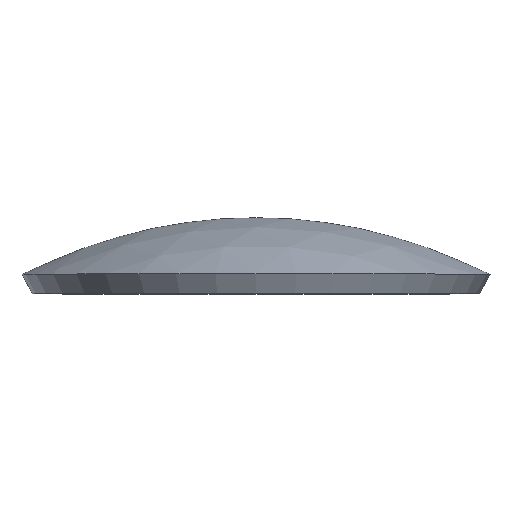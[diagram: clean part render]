
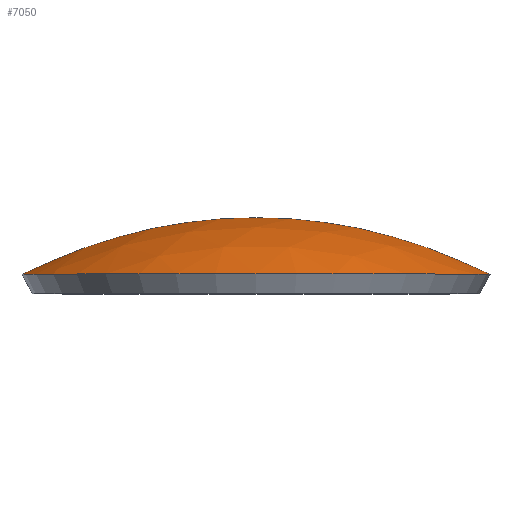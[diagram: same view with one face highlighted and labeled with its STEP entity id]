
A CAD part, top view. The second image highlights one B-rep face of the part: STEP entity #7050.
In plain terms, the highlighted spherical face has radius 45.587 mm.
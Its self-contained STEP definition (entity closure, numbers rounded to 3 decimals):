
#87 = AXIS2_PLACEMENT_3D ( 'NONE', #207, #5812, #7619 ) ;
#182 = SPHERICAL_SURFACE ( 'NONE', #6937, 45.587 ) ;
#207 = CARTESIAN_POINT ( 'NONE',  ( 0., 1.771, 0. ) ) ;
#963 = CARTESIAN_POINT ( 'NONE',  ( 21.2, 1.771, 0. ) ) ;
#3685 = CARTESIAN_POINT ( 'NONE',  ( 0., -38.587, 0. ) ) ;
#4587 = DIRECTION ( 'NONE',  ( 1., 0., 0. ) ) ;
#4599 = ORIENTED_EDGE ( 'NONE', *, *, #8840, .F. ) ;
#5812 = DIRECTION ( 'NONE',  ( 0., -1., 0. ) ) ;
#6013 = FACE_OUTER_BOUND ( 'NONE', #9075, .T. ) ;
#6445 = DIRECTION ( 'NONE',  ( 0., 0., 1. ) ) ;
#6937 = AXIS2_PLACEMENT_3D ( 'NONE', #3685, #6445, #4587 ) ;
#7050 = ADVANCED_FACE ( 'NONE', ( #6013 ), #182, .T. ) ;
#7619 = DIRECTION ( 'NONE',  ( 1., 0., 0. ) ) ;
#8840 = EDGE_CURVE ( 'NONE', #8996, #8996, #11098, .T. ) ;
#8996 = VERTEX_POINT ( 'NONE', #963 ) ;
#9075 = EDGE_LOOP ( 'NONE', ( #4599 ) ) ;
#11098 = CIRCLE ( 'NONE', #87, 21.2 ) ;
